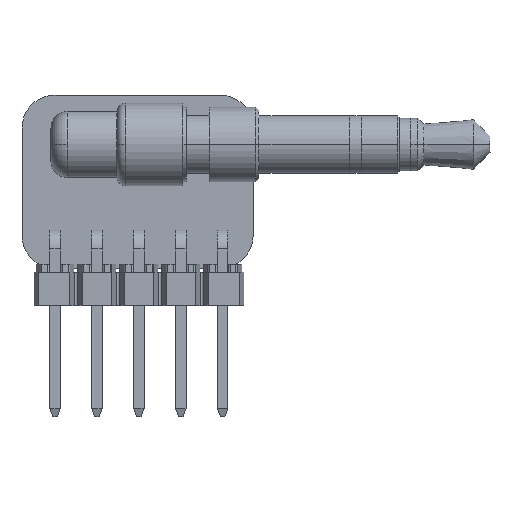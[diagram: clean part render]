
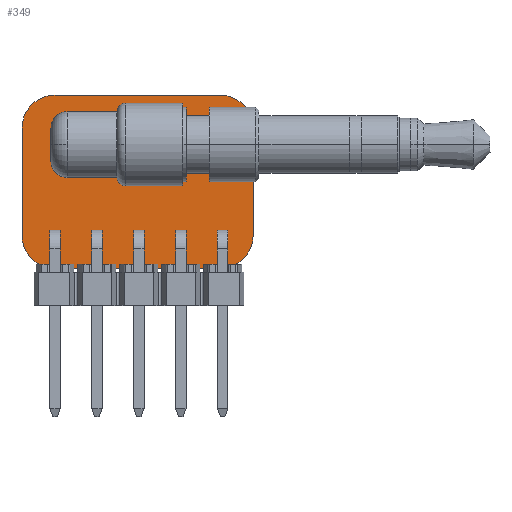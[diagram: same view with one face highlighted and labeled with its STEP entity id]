
A CAD part, top view. The second image highlights one B-rep face of the part: STEP entity #349.
In plain terms, the highlighted planar face has unit normal (0, 0, 1).
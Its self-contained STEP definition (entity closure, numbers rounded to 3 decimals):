
#84 = VERTEX_POINT('',#85);
#85 = CARTESIAN_POINT('',(2.,9.5,1.619));
#91 = EDGE_CURVE('',#84,#92,#94,.T.);
#92 = VERTEX_POINT('',#93);
#93 = CARTESIAN_POINT('',(0.,11.5,1.619));
#94 = CIRCLE('',#95,2.001);
#95 = AXIS2_PLACEMENT_3D('',#96,#97,#98);
#96 = CARTESIAN_POINT('',(2.001,11.501,1.619));
#97 = DIRECTION('',(0.,0.,-1.));
#98 = DIRECTION('',(0.,-1.,-0.));
#124 = EDGE_CURVE('',#92,#125,#127,.T.);
#125 = VERTEX_POINT('',#126);
#126 = CARTESIAN_POINT('',(0.,18.,1.619));
#127 = LINE('',#128,#129);
#128 = CARTESIAN_POINT('',(0.,11.5,1.619));
#129 = VECTOR('',#130,1.);
#130 = DIRECTION('',(0.,1.,0.));
#155 = EDGE_CURVE('',#125,#156,#158,.T.);
#156 = VERTEX_POINT('',#157);
#157 = CARTESIAN_POINT('',(2.,20.,1.619));
#158 = CIRCLE('',#159,2.001);
#159 = AXIS2_PLACEMENT_3D('',#160,#161,#162);
#160 = CARTESIAN_POINT('',(2.001,17.999,1.619));
#161 = DIRECTION('',(0.,0.,-1.));
#162 = DIRECTION('',(-1.,0.,0.));
#188 = EDGE_CURVE('',#156,#189,#191,.T.);
#189 = VERTEX_POINT('',#190);
#190 = CARTESIAN_POINT('',(12.,20.,1.619));
#191 = LINE('',#192,#193);
#192 = CARTESIAN_POINT('',(2.,20.,1.619));
#193 = VECTOR('',#194,1.);
#194 = DIRECTION('',(1.,0.,0.));
#219 = EDGE_CURVE('',#189,#220,#222,.T.);
#220 = VERTEX_POINT('',#221);
#221 = CARTESIAN_POINT('',(14.,18.,1.619));
#222 = CIRCLE('',#223,2.001);
#223 = AXIS2_PLACEMENT_3D('',#224,#225,#226);
#224 = CARTESIAN_POINT('',(11.999,17.999,1.619));
#225 = DIRECTION('',(0.,0.,-1.));
#226 = DIRECTION('',(0.,1.,0.));
#252 = EDGE_CURVE('',#220,#253,#255,.T.);
#253 = VERTEX_POINT('',#254);
#254 = CARTESIAN_POINT('',(14.,11.5,1.619));
#255 = LINE('',#256,#257);
#256 = CARTESIAN_POINT('',(14.,18.,1.619));
#257 = VECTOR('',#258,1.);
#258 = DIRECTION('',(0.,-1.,0.));
#283 = EDGE_CURVE('',#253,#284,#286,.T.);
#284 = VERTEX_POINT('',#285);
#285 = CARTESIAN_POINT('',(12.,9.5,1.619));
#286 = CIRCLE('',#287,2.001);
#287 = AXIS2_PLACEMENT_3D('',#288,#289,#290);
#288 = CARTESIAN_POINT('',(11.999,11.501,1.619));
#289 = DIRECTION('',(0.,0.,-1.));
#290 = DIRECTION('',(1.,0.,0.));
#316 = EDGE_CURVE('',#284,#84,#317,.T.);
#317 = LINE('',#318,#319);
#318 = CARTESIAN_POINT('',(12.,9.5,1.619));
#319 = VECTOR('',#320,1.);
#320 = DIRECTION('',(-1.,0.,0.));
#349 = ADVANCED_FACE('',(#350),#360,.F.);
#350 = FACE_BOUND('',#351,.F.);
#351 = EDGE_LOOP('',(#352,#353,#354,#355,#356,#357,#358,#359));
#352 = ORIENTED_EDGE('',*,*,#91,.T.);
#353 = ORIENTED_EDGE('',*,*,#124,.T.);
#354 = ORIENTED_EDGE('',*,*,#155,.T.);
#355 = ORIENTED_EDGE('',*,*,#188,.T.);
#356 = ORIENTED_EDGE('',*,*,#219,.T.);
#357 = ORIENTED_EDGE('',*,*,#252,.T.);
#358 = ORIENTED_EDGE('',*,*,#283,.T.);
#359 = ORIENTED_EDGE('',*,*,#316,.T.);
#360 = PLANE('',#361);
#361 = AXIS2_PLACEMENT_3D('',#362,#363,#364);
#362 = CARTESIAN_POINT('',(7.,14.75,1.619));
#363 = DIRECTION('',(-0.,-0.,-1.));
#364 = DIRECTION('',(-1.,0.,0.));
